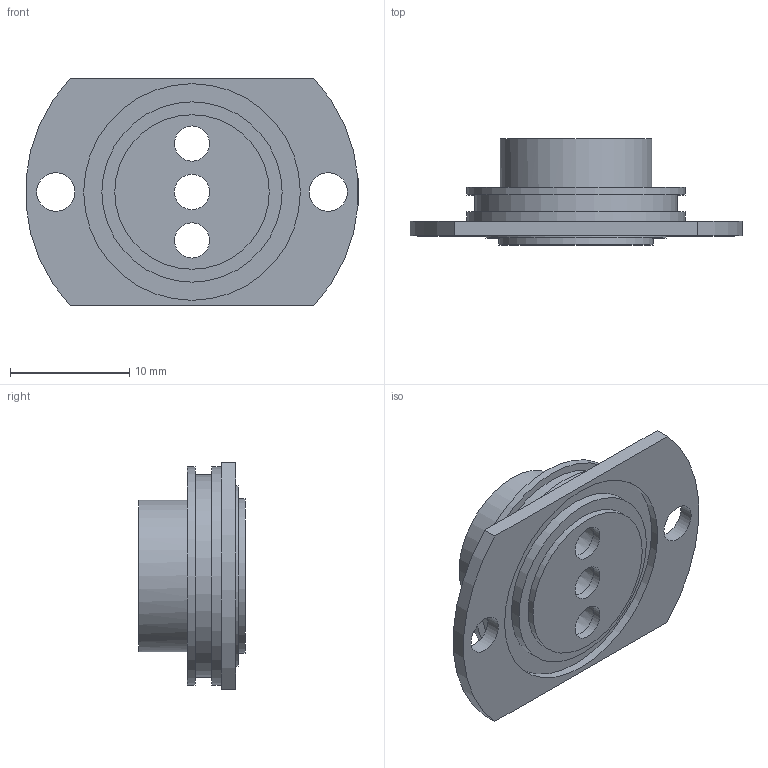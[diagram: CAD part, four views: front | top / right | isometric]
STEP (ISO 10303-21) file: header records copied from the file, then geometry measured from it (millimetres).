
FILE_DESCRIPTION(/* description */ (''),/* implementation_level */ '2;1');
FILE_NAME(/* name */ 'BatteryMount.step',/* time_stamp */ '2020-09-24T13:47:55-04:00',/* author */ (''),/* organization */ (''),/* preprocessor_version */ 'ST-DEVELOPER v18.1',/* originating_system */ 'Autodesk Translation Framework v9.3.0.1241',/* authorisation */ '');
FILE_SCHEMA (('AUTOMOTIVE_DESIGN { 1 0 10303 214 3 1 1 }'));
Length unit declared in the file: millimetre
Products named in the file (1): 3400964
Bounding box: 27.84 x 8.89 x 19.05 mm (x, y, z)
Volume: 1304.5 mm3; surface area: 2329.5 mm2
Topology: 1 solids, 1 shells, 94 faces, 201 edges, 125 vertices
Faces by surface type: cylinder 39, plane 20, torus 15, bspline 12, cone 8
Full cylindrical faces by diameter (mm): 2.946 x3, 3.226 x2, 12.7 x1, 12.954 x1, 14.732 x1, 15.113 x1, 16.942 x1, 18.161 x1, 18.288 x2
Entity records: 2897 total; most frequent: CARTESIAN_POINT 709, DIRECTION 515, ORIENTED_EDGE 402, AXIS2_PLACEMENT_3D 231, EDGE_CURVE 201, CIRCLE 148, VERTEX_POINT 125, EDGE_LOOP 120
